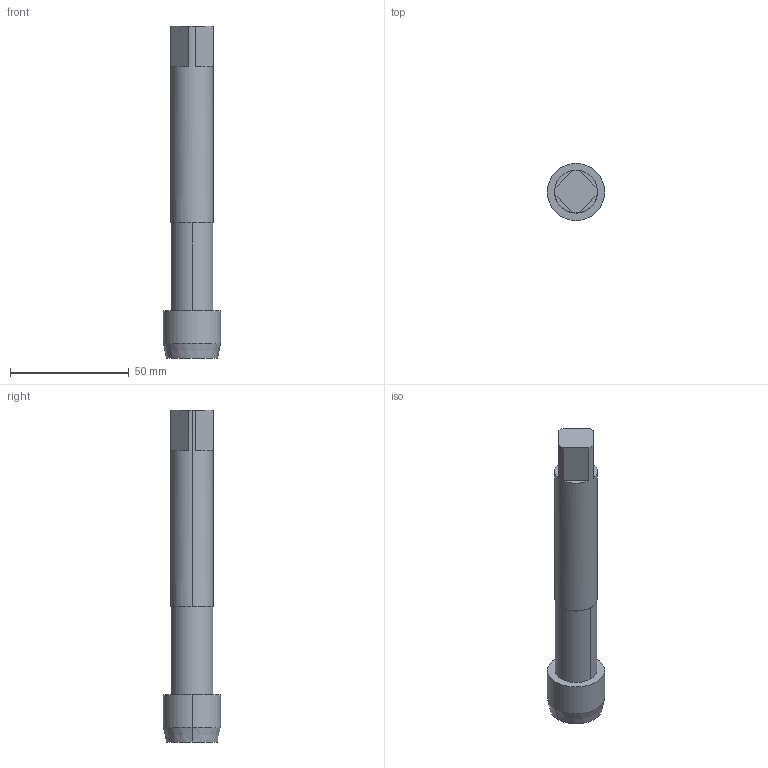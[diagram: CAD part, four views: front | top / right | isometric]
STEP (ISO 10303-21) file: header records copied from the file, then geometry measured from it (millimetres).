
FILE_DESCRIPTION((''),'2;1');
FILE_NAME('GB_4003_80','2020-07-06T11:33:55',('tbproe'),(''),'CREO PARAMETRIC BY PTC INC, 2018500','CREO PARAMETRIC BY PTC INC, 2018500','');
FILE_SCHEMA(('AUTOMOTIVE_DESIGN { 1 0 10303 214 1 1 1 1 }'));
Length unit declared in the file: millimetre
Products named in the file (1): GB_4003_80
Bounding box: 24.14 x 24.14 x 140 mm (x, y, z)
Volume: 38141.1 mm3; surface area: 9039.4 mm2
Topology: 1 solids, 1 shells, 20 faces, 48 edges, 33 vertices
Faces by surface type: plane 12, cylinder 6, cone 2
Entity records: 1189 total; most frequent: DIRECTION 143, CARTESIAN_POINT 120, ORIENTED_EDGE 92, PROPERTY_DEFINITION 56, AXIS2_PLACEMENT_3D 55, REPRESENTATION 55, PROPERTY_DEFINITION_REPRESENTATION 55, EDGE_CURVE 46
